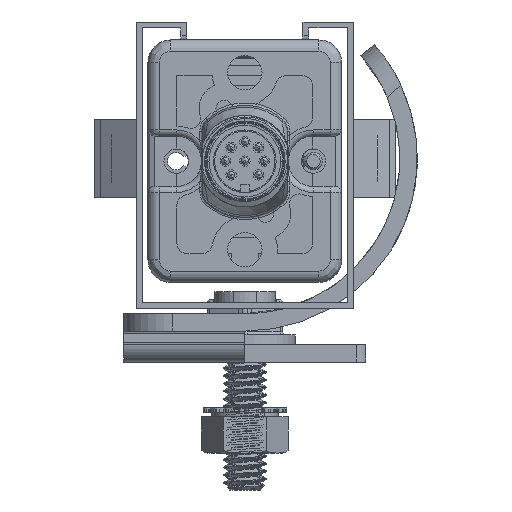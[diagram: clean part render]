
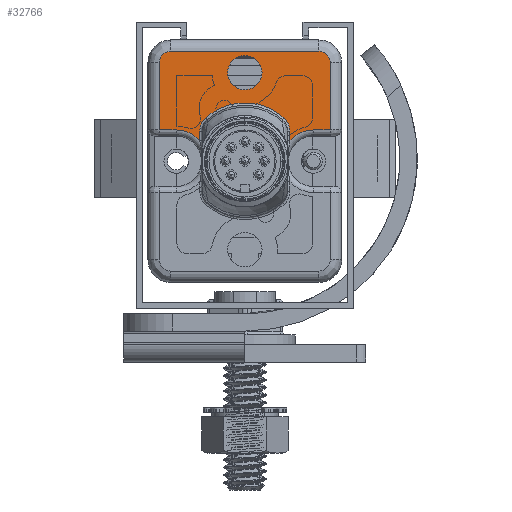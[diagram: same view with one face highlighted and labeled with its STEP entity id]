
A CAD part, front view. The second image highlights one B-rep face of the part: STEP entity #32766.
In plain terms, the highlighted planar face has unit normal (0, -1, 0).
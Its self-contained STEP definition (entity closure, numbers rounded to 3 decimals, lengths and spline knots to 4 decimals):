
#4141=CARTESIAN_POINT('',(0.1417,-37.5591,
0.7818));
#4142=DIRECTION('',(0.,1.,0.));
#4143=DIRECTION('',(0.673,0.,0.74));
#4144=AXIS2_PLACEMENT_3D('',#4141,#4142,#4143);
#4146=CARTESIAN_POINT('',(0.,-37.5591,0.626));
#4147=DIRECTION('',(0.,1.,0.));
#4148=DIRECTION('',(-0.673,0.,0.74));
#4149=AXIS2_PLACEMENT_3D('',#4146,#4147,#4148);
#4151=CARTESIAN_POINT('',(-0.1417,-37.5591,
0.7818));
#4152=DIRECTION('',(0.,1.,0.));
#4153=DIRECTION('',(-1.,0.,0.));
#4154=AXIS2_PLACEMENT_3D('',#4151,#4152,#4153);
#4156=DIRECTION('',(0.,0.,1.));
#4157=VECTOR('',#4156,0.0502);
#4158=CARTESIAN_POINT('',(-0.2323,-37.5591,
0.7316));
#4159=LINE('',#4158,#4157);
#4160=CARTESIAN_POINT('',(-0.3543,-37.5591,
0.626));
#4161=DIRECTION('',(0.,1.,0.));
#4162=DIRECTION('',(0.,0.,1.));
#4163=AXIS2_PLACEMENT_3D('',#4160,#4161,#4162);
#4165=DIRECTION('',(1.,0.,0.));
#4166=VECTOR('',#4165,0.0866);
#4167=CARTESIAN_POINT('',(-0.4409,-37.5591,
0.7874));
#4168=LINE('',#4167,#4166);
#4169=DIRECTION('',(0.,0.,-1.));
#4170=VECTOR('',#4169,0.3465);
#4171=CARTESIAN_POINT('',(-0.4409,-37.5591,
1.1339));
#4172=LINE('',#4171,#4170);
#4173=CARTESIAN_POINT('',(-0.3819,-37.5591,
1.1339));
#4174=DIRECTION('',(0.,-1.,0.));
#4175=DIRECTION('',(0.,0.,1.));
#4176=AXIS2_PLACEMENT_3D('',#4173,#4174,#4175);
#4178=DIRECTION('',(-1.,0.,0.));
#4179=VECTOR('',#4178,0.7638);
#4180=CARTESIAN_POINT('',(0.3819,-37.5591,
1.1929));
#4181=LINE('',#4180,#4179);
#4182=CARTESIAN_POINT('',(0.3819,-37.5591,
1.1339));
#4183=DIRECTION('',(0.,-1.,0.));
#4184=DIRECTION('',(1.,0.,0.));
#4185=AXIS2_PLACEMENT_3D('',#4182,#4183,#4184);
#4187=DIRECTION('',(0.,0.,1.));
#4188=VECTOR('',#4187,0.3465);
#4189=CARTESIAN_POINT('',(0.4409,-37.5591,
0.7874));
#4190=LINE('',#4189,#4188);
#4191=DIRECTION('',(1.,0.,0.));
#4192=VECTOR('',#4191,0.0866);
#4193=CARTESIAN_POINT('',(0.3543,-37.5591,
0.7874));
#4194=LINE('',#4193,#4192);
#4195=CARTESIAN_POINT('',(0.3543,-37.5591,
0.626));
#4196=DIRECTION('',(0.,1.,0.));
#4197=DIRECTION('',(-0.756,0.,0.654));
#4198=AXIS2_PLACEMENT_3D('',#4195,#4196,#4197);
#4200=DIRECTION('',(0.,0.,-1.));
#4201=VECTOR('',#4200,0.0502);
#4202=CARTESIAN_POINT('',(0.2323,-37.5591,
0.7818));
#4203=LINE('',#4202,#4201);
#4204=CARTESIAN_POINT('',(0.,-37.5591,1.0827));
#4205=DIRECTION('',(0.,-1.,0.));
#4206=DIRECTION('',(1.,0.,0.));
#4207=AXIS2_PLACEMENT_3D('',#4204,#4205,#4206);
#4209=CARTESIAN_POINT('',(0.,-37.5591,1.0827));
#4210=DIRECTION('',(0.,-1.,0.));
#4211=DIRECTION('',(-1.,0.,0.));
#4212=AXIS2_PLACEMENT_3D('',#4209,#4210,#4211);
#9728=CARTESIAN_POINT('',(-0.2323,-37.5591,
0.7316));
#25021=CARTESIAN_POINT('',(-0.3819,-37.5591,
1.1929));
#25022=CARTESIAN_POINT('',(-0.4409,-37.5591,
1.1339));
#25023=VERTEX_POINT('',#25021);
#25024=VERTEX_POINT('',#25022);
#25029=CARTESIAN_POINT('',(0.3819,-37.5591,
1.1929));
#25030=VERTEX_POINT('',#25029);
#25033=CARTESIAN_POINT('',(0.4409,-37.5591,
1.1339));
#25034=VERTEX_POINT('',#25033);
#25077=CARTESIAN_POINT('',(0.4409,-37.5591,
0.7874));
#25078=VERTEX_POINT('',#25077);
#25081=CARTESIAN_POINT('',(0.3543,-37.5591,
0.7874));
#25082=VERTEX_POINT('',#25081);
#25109=CARTESIAN_POINT('',(-0.4409,-37.5591,
0.7874));
#25110=VERTEX_POINT('',#25109);
#25113=CARTESIAN_POINT('',(-0.3543,-37.5591,
0.7874));
#25114=VERTEX_POINT('',#25113);
#25145=CARTESIAN_POINT('',(0.2027,-37.5591,
0.8488));
#25146=CARTESIAN_POINT('',(0.2323,-37.5591,
0.7818));
#25147=VERTEX_POINT('',#25145);
#25148=VERTEX_POINT('',#25146);
#25151=CARTESIAN_POINT('',(0.2323,-37.5591,
0.7316));
#25152=VERTEX_POINT('',#25151);
#25176=VERTEX_POINT('',#9728);
#25179=CARTESIAN_POINT('',(-0.2323,-37.5591,
0.7818));
#25180=VERTEX_POINT('',#25179);
#25183=CARTESIAN_POINT('',(-0.2027,-37.5591,
0.8488));
#25184=VERTEX_POINT('',#25183);
#25193=CARTESIAN_POINT('',(0.0885,-37.5591,1.0827));
#25194=CARTESIAN_POINT('',(-0.0885,-37.5591,1.0827));
#25195=VERTEX_POINT('',#25193);
#25196=VERTEX_POINT('',#25194);
#32726=CARTESIAN_POINT('',(0.,-37.5591,0.));
#32727=DIRECTION('',(0.,-1.,0.));
#32728=DIRECTION('',(1.,0.,0.));
#32729=AXIS2_PLACEMENT_3D('',#32726,#32727,#32728);
#32730=PLANE('',#32729);
#32732=ORIENTED_EDGE('',*,*,#32731,.F.);
#32734=ORIENTED_EDGE('',*,*,#32733,.F.);
#32736=ORIENTED_EDGE('',*,*,#32735,.F.);
#32738=ORIENTED_EDGE('',*,*,#32737,.F.);
#32740=ORIENTED_EDGE('',*,*,#32739,.F.);
#32742=ORIENTED_EDGE('',*,*,#32741,.F.);
#32744=ORIENTED_EDGE('',*,*,#32743,.F.);
#32746=ORIENTED_EDGE('',*,*,#32745,.F.);
#32748=ORIENTED_EDGE('',*,*,#32747,.F.);
#32749=ORIENTED_EDGE('',*,*,#32716,.F.);
#32751=ORIENTED_EDGE('',*,*,#32750,.F.);
#32753=ORIENTED_EDGE('',*,*,#32752,.F.);
#32755=ORIENTED_EDGE('',*,*,#32754,.F.);
#32757=ORIENTED_EDGE('',*,*,#32756,.F.);
#32758=EDGE_LOOP('',(#32732,#32734,#32736,#32738,#32740,#32742,#32744,#32746,
#32748,#32749,#32751,#32753,#32755,#32757));
#32759=FACE_OUTER_BOUND('',#32758,.F.);
#32761=ORIENTED_EDGE('',*,*,#32760,.T.);
#32763=ORIENTED_EDGE('',*,*,#32762,.T.);
#32764=EDGE_LOOP('',(#32761,#32763));
#32765=FACE_BOUND('',#32764,.F.);
#32766=ADVANCED_FACE('',(#32759,#32765),#32730,.T.);
#4145=CIRCLE('',#4144,0.0906);
#4150=CIRCLE('',#4149,0.3012);
#4155=CIRCLE('',#4154,0.0906);
#4164=CIRCLE('',#4163,0.1614);
#4177=CIRCLE('',#4176,0.0591);
#4186=CIRCLE('',#4185,0.0591);
#4199=CIRCLE('',#4198,0.1614);
#4208=CIRCLE('',#4207,0.0885);
#4213=CIRCLE('',#4212,0.0885);
#32716=EDGE_CURVE('',#25034,#25030,#4186,.T.);
#32731=EDGE_CURVE('',#25147,#25148,#4145,.T.);
#32733=EDGE_CURVE('',#25184,#25147,#4150,.T.);
#32735=EDGE_CURVE('',#25180,#25184,#4155,.T.);
#32737=EDGE_CURVE('',#25176,#25180,#4159,.T.);
#32739=EDGE_CURVE('',#25114,#25176,#4164,.T.);
#32741=EDGE_CURVE('',#25110,#25114,#4168,.T.);
#32743=EDGE_CURVE('',#25024,#25110,#4172,.T.);
#32745=EDGE_CURVE('',#25023,#25024,#4177,.T.);
#32747=EDGE_CURVE('',#25030,#25023,#4181,.T.);
#32750=EDGE_CURVE('',#25078,#25034,#4190,.T.);
#32752=EDGE_CURVE('',#25082,#25078,#4194,.T.);
#32754=EDGE_CURVE('',#25152,#25082,#4199,.T.);
#32756=EDGE_CURVE('',#25148,#25152,#4203,.T.);
#32760=EDGE_CURVE('',#25195,#25196,#4208,.T.);
#32762=EDGE_CURVE('',#25196,#25195,#4213,.T.);
